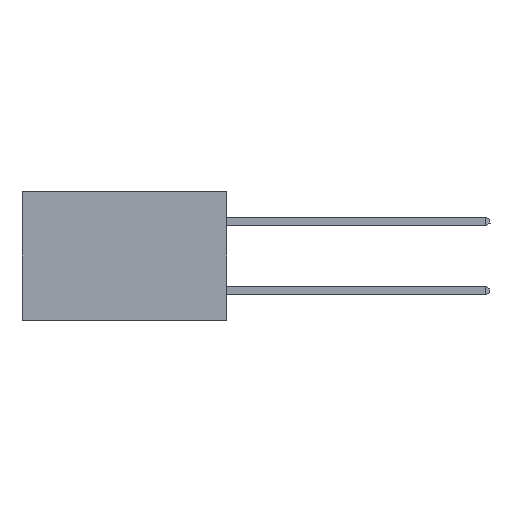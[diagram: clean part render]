
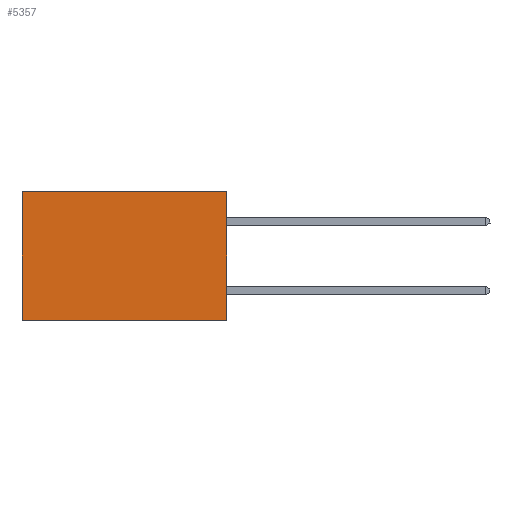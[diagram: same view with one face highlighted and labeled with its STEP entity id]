
A CAD part, left-side view. The second image highlights one B-rep face of the part: STEP entity #5357.
In plain terms, the highlighted planar face has unit normal (-1, 0, 0).
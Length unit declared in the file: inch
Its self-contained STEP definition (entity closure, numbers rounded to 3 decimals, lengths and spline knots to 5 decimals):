
#31 = DIRECTION ( 'NONE',  ( 0., 1., 0. ) ) ;
#189 = DIRECTION ( 'NONE',  ( 0., 0., -1. ) ) ;
#596 = ORIENTED_EDGE ( 'NONE', *, *, #2951, .T. ) ;
#1362 = ORIENTED_EDGE ( 'NONE', *, *, #2053, .F. ) ;
#1769 = LINE ( 'NONE', #10013, #10163 ) ;
#1784 = CARTESIAN_POINT ( 'NONE',  ( 0.277, 0., -0.37 ) ) ;
#1936 = DIRECTION ( 'NONE',  ( 1., 0., 0. ) ) ;
#1954 = CARTESIAN_POINT ( 'NONE',  ( 0.277, 0., -0.37 ) ) ;
#2053 = EDGE_CURVE ( 'NONE', #2177, #9153, #1769, .T. ) ;
#2071 = EDGE_CURVE ( 'NONE', #8577, #2177, #9924, .T. ) ;
#2177 = VERTEX_POINT ( 'NONE', #6326 ) ;
#2489 = EDGE_CURVE ( 'NONE', #8577, #8707, #9194, .T. ) ;
#2951 = EDGE_CURVE ( 'NONE', #8707, #9153, #3508, .T. ) ;
#3508 = LINE ( 'NONE', #10166, #7488 ) ;
#5055 = VECTOR ( 'NONE', #31, 39.37008 ) ;
#5112 = DIRECTION ( 'NONE',  ( 0., 0., -1. ) ) ;
#5202 = AXIS2_PLACEMENT_3D ( 'NONE', #1954, #1936, #7768 ) ;
#5357 = ADVANCED_FACE ( 'NONE', ( #9078 ), #6949, .F. ) ;
#5394 = ORIENTED_EDGE ( 'NONE', *, *, #2071, .F. ) ;
#5504 = ORIENTED_EDGE ( 'NONE', *, *, #2489, .T. ) ;
#5709 = CARTESIAN_POINT ( 'NONE',  ( 0.277, 0.59, 0. ) ) ;
#5800 = VECTOR ( 'NONE', #5112, 39.37008 ) ;
#6326 = CARTESIAN_POINT ( 'NONE',  ( 0.277, 0., -0.37 ) ) ;
#6710 = CARTESIAN_POINT ( 'NONE',  ( 0.277, 0., 0. ) ) ;
#6949 = PLANE ( 'NONE',  #5202 ) ;
#7488 = VECTOR ( 'NONE', #189, 39.37008 ) ;
#7768 = DIRECTION ( 'NONE',  ( 0., 0., -1. ) ) ;
#8001 = CARTESIAN_POINT ( 'NONE',  ( 0.277, 0., 0. ) ) ;
#8483 = EDGE_LOOP ( 'NONE', ( #596, #1362, #5394, #5504 ) ) ;
#8577 = VERTEX_POINT ( 'NONE', #8001 ) ;
#8707 = VERTEX_POINT ( 'NONE', #5709 ) ;
#8871 = DIRECTION ( 'NONE',  ( 0., 1., 0. ) ) ;
#9078 = FACE_OUTER_BOUND ( 'NONE', #8483, .T. ) ;
#9153 = VERTEX_POINT ( 'NONE', #9818 ) ;
#9194 = LINE ( 'NONE', #6710, #5055 ) ;
#9818 = CARTESIAN_POINT ( 'NONE',  ( 0.277, 0.59, -0.37 ) ) ;
#9924 = LINE ( 'NONE', #1784, #5800 ) ;
#10013 = CARTESIAN_POINT ( 'NONE',  ( 0.277, 0., -0.37 ) ) ;
#10163 = VECTOR ( 'NONE', #8871, 39.37008 ) ;
#10166 = CARTESIAN_POINT ( 'NONE',  ( 0.277, 0.59, -0.37 ) ) ;
